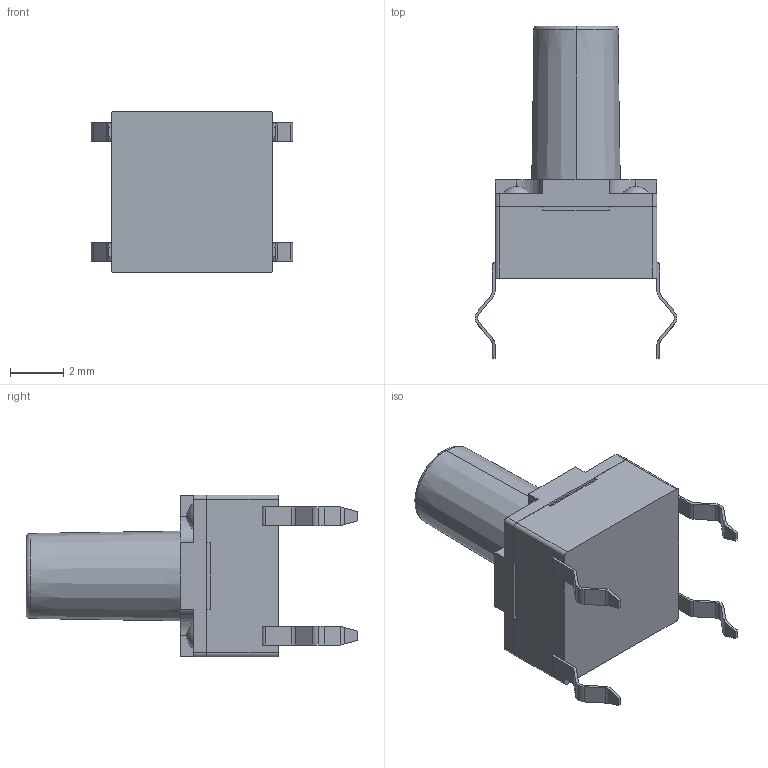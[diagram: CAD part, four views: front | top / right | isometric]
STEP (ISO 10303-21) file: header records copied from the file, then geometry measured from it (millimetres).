
FILE_DESCRIPTION (( 'STEP AP214' ), '1' );
FILE_NAME ('CUI_DEVICES_TS03-66-95-BK-260-LCR-D-67.step', '2021-12-18T19:18:34', ( '' ), ( '' ), 'SwSTEP 2.0', 'SolidWorks 2021', '' );
FILE_SCHEMA (( 'AUTOMOTIVE_DESIGN' ));
Length unit declared in the file: inch
Products named in the file (1): CUI_DEVICES_TS03-66-95-BK-260-LCR-D-67
Bounding box: 7.6 x 12.5 x 6.1 mm (x, y, z)
Volume: 181.4 mm3; surface area: 351.1 mm2
Topology: 7 solids, 7 shells, 153 faces, 420 edges, 282 vertices
Faces by surface type: plane 95, cylinder 50, sphere 4, cone 2, torus 2
Entity records: 4892 total; most frequent: CARTESIAN_POINT 884, DIRECTION 816, ORIENTED_EDGE 816, EDGE_CURVE 408, VECTOR 276, LINE 276, VERTEX_POINT 274, AXIS2_PLACEMENT_3D 270
